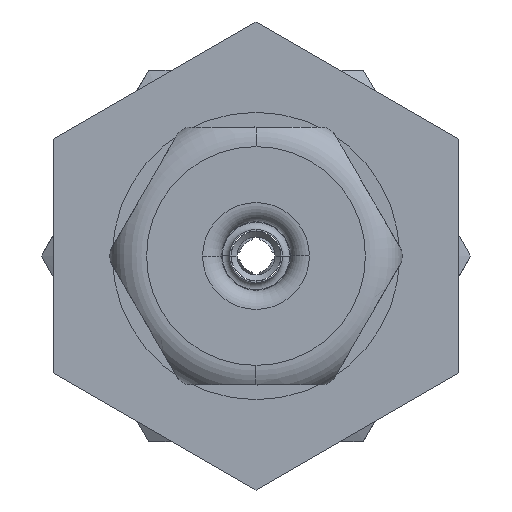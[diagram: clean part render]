
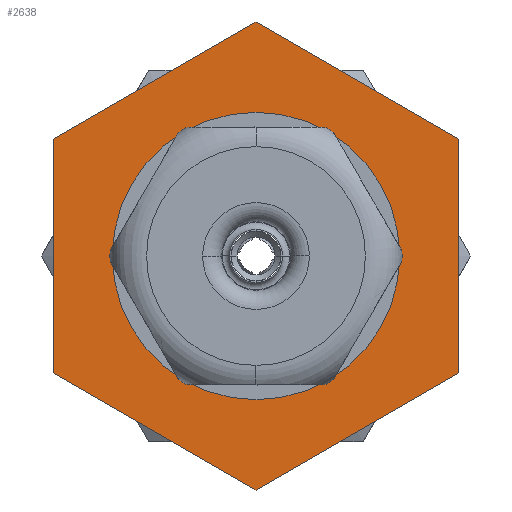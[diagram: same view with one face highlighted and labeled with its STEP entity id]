
A CAD part, left-side view. The second image highlights one B-rep face of the part: STEP entity #2638.
In plain terms, the highlighted planar face has unit normal (-1, 0, 0).
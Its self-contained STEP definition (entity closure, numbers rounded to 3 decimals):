
#33=CARTESIAN_POINT('',(1.829,0.,0.));
#34=DIRECTION('',(1.,0.,0.));
#35=DIRECTION('',(0.,1.,0.));
#36=AXIS2_PLACEMENT_3D('',#33,#34,#35);
#38=CARTESIAN_POINT('',(1.829,0.,0.));
#39=DIRECTION('',(1.,0.,0.));
#40=DIRECTION('',(0.,-1.,0.));
#41=AXIS2_PLACEMENT_3D('',#38,#39,#40);
#47=DIRECTION('',(0.,-0.866,0.5));
#48=VECTOR('',#47,10.075);
#49=CARTESIAN_POINT('',(1.829,8.725,5.037));
#50=LINE('',#49,#48);
#83=DIRECTION('',(0.,0.,1.));
#84=VECTOR('',#83,10.075);
#85=CARTESIAN_POINT('',(1.829,8.725,-5.037));
#86=LINE('',#85,#84);
#95=DIRECTION('',(0.,0.866,0.5));
#96=VECTOR('',#95,10.075);
#97=CARTESIAN_POINT('',(1.829,0.,-10.075));
#98=LINE('',#97,#96);
#107=DIRECTION('',(0.,0.866,-0.5));
#108=VECTOR('',#107,10.075);
#109=CARTESIAN_POINT('',(1.829,-8.725,-5.037));
#110=LINE('',#109,#108);
#119=DIRECTION('',(0.,0.,-1.));
#120=VECTOR('',#119,10.075);
#121=CARTESIAN_POINT('',(1.829,-8.725,5.037));
#122=LINE('',#121,#120);
#131=DIRECTION('',(0.,-0.866,-0.5));
#132=VECTOR('',#131,10.075);
#133=CARTESIAN_POINT('',(1.829,0.,10.075));
#134=LINE('',#133,#132);
#2274=CARTESIAN_POINT('',(1.829,6.185,0.));
#2275=CARTESIAN_POINT('',(1.829,-6.185,0.));
#2276=VERTEX_POINT('',#2274);
#2277=VERTEX_POINT('',#2275);
#2282=CARTESIAN_POINT('',(1.829,8.725,5.037));
#2283=CARTESIAN_POINT('',(1.829,0.,10.075));
#2284=VERTEX_POINT('',#2282);
#2285=VERTEX_POINT('',#2283);
#2286=CARTESIAN_POINT('',(1.829,-8.725,5.037));
#2287=VERTEX_POINT('',#2286);
#2288=CARTESIAN_POINT('',(1.829,-8.725,-5.037));
#2289=VERTEX_POINT('',#2288);
#2290=CARTESIAN_POINT('',(1.829,0.,-10.075));
#2291=VERTEX_POINT('',#2290);
#2292=CARTESIAN_POINT('',(1.829,8.725,-5.037));
#2293=VERTEX_POINT('',#2292);
#2615=CARTESIAN_POINT('',(1.829,0.,0.));
#2616=DIRECTION('',(-1.,0.,0.));
#2617=DIRECTION('',(0.,1.,0.));
#2618=AXIS2_PLACEMENT_3D('',#2615,#2616,#2617);
#2619=PLANE('',#2618);
#2621=ORIENTED_EDGE('',*,*,#2620,.T.);
#2623=ORIENTED_EDGE('',*,*,#2622,.T.);
#2625=ORIENTED_EDGE('',*,*,#2624,.T.);
#2627=ORIENTED_EDGE('',*,*,#2626,.T.);
#2629=ORIENTED_EDGE('',*,*,#2628,.T.);
#2631=ORIENTED_EDGE('',*,*,#2630,.T.);
#2632=EDGE_LOOP('',(#2621,#2623,#2625,#2627,#2629,#2631));
#2633=FACE_OUTER_BOUND('',#2632,.F.);
#2634=ORIENTED_EDGE('',*,*,#2595,.F.);
#2635=ORIENTED_EDGE('',*,*,#2609,.F.);
#2636=EDGE_LOOP('',(#2634,#2635));
#2637=FACE_BOUND('',#2636,.F.);
#37=CIRCLE('',#36,6.185);
#42=CIRCLE('',#41,6.185);
#2595=EDGE_CURVE('',#2276,#2277,#37,.T.);
#2609=EDGE_CURVE('',#2277,#2276,#42,.T.);
#2620=EDGE_CURVE('',#2284,#2285,#50,.T.);
#2622=EDGE_CURVE('',#2285,#2287,#134,.T.);
#2624=EDGE_CURVE('',#2287,#2289,#122,.T.);
#2626=EDGE_CURVE('',#2289,#2291,#110,.T.);
#2628=EDGE_CURVE('',#2291,#2293,#98,.T.);
#2630=EDGE_CURVE('',#2293,#2284,#86,.T.);
#2638=ADVANCED_FACE('',(#2633,#2637),#2619,.T.);
